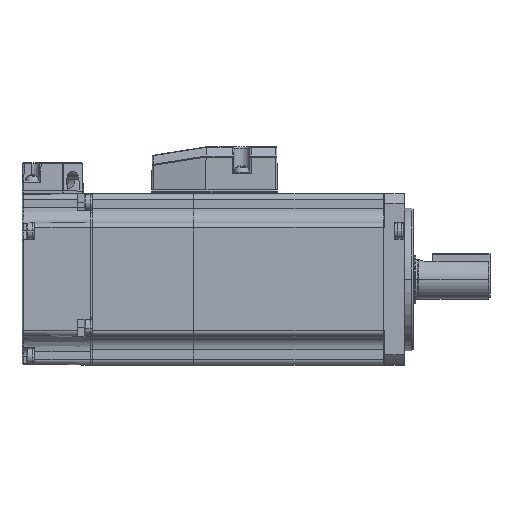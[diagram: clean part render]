
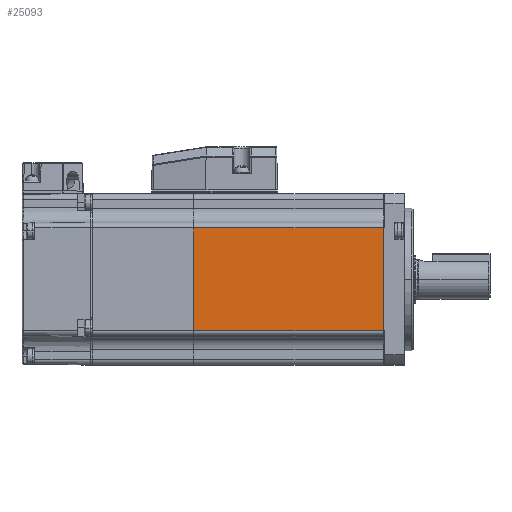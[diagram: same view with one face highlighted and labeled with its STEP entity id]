
A CAD part, top view. The second image highlights one B-rep face of the part: STEP entity #25093.
In plain terms, the highlighted planar face has unit normal (0, 0, 1).
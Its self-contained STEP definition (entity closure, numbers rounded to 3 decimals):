
#4 = DIRECTION ( 'NONE',  ( -1., 0., 0. ) ) ;
#1523 = CARTESIAN_POINT ( 'NONE',  ( 14.993, -2.489, 101.4 ) ) ;
#2943 = ORIENTED_EDGE ( 'NONE', *, *, #22426, .F. ) ;
#2972 = ORIENTED_EDGE ( 'NONE', *, *, #19155, .T. ) ;
#4284 = LINE ( 'NONE', #9598, #24650 ) ;
#4341 = CARTESIAN_POINT ( 'NONE',  ( 14.993, -2.489, 101.4 ) ) ;
#4499 = CARTESIAN_POINT ( 'NONE',  ( 14.993, -38.489, 101.4 ) ) ;
#4957 = CARTESIAN_POINT ( 'NONE',  ( -51.407, -2.489, 101.4 ) ) ;
#5154 = VECTOR ( 'NONE', #11027, 1000. ) ;
#6172 = VERTEX_POINT ( 'NONE', #11773 ) ;
#7974 = VERTEX_POINT ( 'NONE', #14602 ) ;
#9598 = CARTESIAN_POINT ( 'NONE',  ( 14.993, -38.489, 101.4 ) ) ;
#10214 = AXIS2_PLACEMENT_3D ( 'NONE', #22178, #12066, #4 ) ;
#10500 = LINE ( 'NONE', #4957, #5154 ) ;
#11027 = DIRECTION ( 'NONE',  ( 0., -1., 0. ) ) ;
#11036 = VERTEX_POINT ( 'NONE', #23923 ) ;
#11617 = DIRECTION ( 'NONE',  ( -1., 0., 0. ) ) ;
#11773 = CARTESIAN_POINT ( 'NONE',  ( -51.407, -38.489, 101.4 ) ) ;
#12066 = DIRECTION ( 'NONE',  ( 0., 0., -1. ) ) ;
#12343 = VECTOR ( 'NONE', #12471, 1000. ) ;
#12471 = DIRECTION ( 'NONE',  ( -1., 0., 0. ) ) ;
#14602 = CARTESIAN_POINT ( 'NONE',  ( -51.407, -2.489, 101.4 ) ) ;
#16842 = VECTOR ( 'NONE', #21866, 1000. ) ;
#16987 = EDGE_CURVE ( 'NONE', #7974, #6172, #10500, .T. ) ;
#17409 = ORIENTED_EDGE ( 'NONE', *, *, #16987, .T. ) ;
#18066 = PLANE ( 'NONE',  #10214 ) ;
#19155 = EDGE_CURVE ( 'NONE', #11036, #7974, #23872, .T. ) ;
#19363 = FACE_OUTER_BOUND ( 'NONE', #25191, .T. ) ;
#20108 = EDGE_CURVE ( 'NONE', #22722, #6172, #4284, .T. ) ;
#21733 = ORIENTED_EDGE ( 'NONE', *, *, #20108, .F. ) ;
#21866 = DIRECTION ( 'NONE',  ( 0., -1., 0. ) ) ;
#22178 = CARTESIAN_POINT ( 'NONE',  ( 14.993, -2.489, 101.4 ) ) ;
#22313 = LINE ( 'NONE', #1523, #16842 ) ;
#22426 = EDGE_CURVE ( 'NONE', #11036, #22722, #22313, .T. ) ;
#22722 = VERTEX_POINT ( 'NONE', #4499 ) ;
#23872 = LINE ( 'NONE', #4341, #12343 ) ;
#23923 = CARTESIAN_POINT ( 'NONE',  ( 14.993, -2.489, 101.4 ) ) ;
#24650 = VECTOR ( 'NONE', #11617, 1000. ) ;
#25093 = ADVANCED_FACE ( 'NONE', ( #19363 ), #18066, .F. ) ;
#25191 = EDGE_LOOP ( 'NONE', ( #17409, #21733, #2943, #2972 ) ) ;
